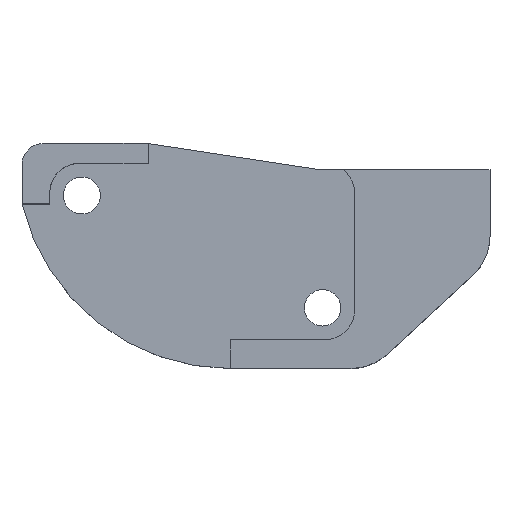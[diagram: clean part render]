
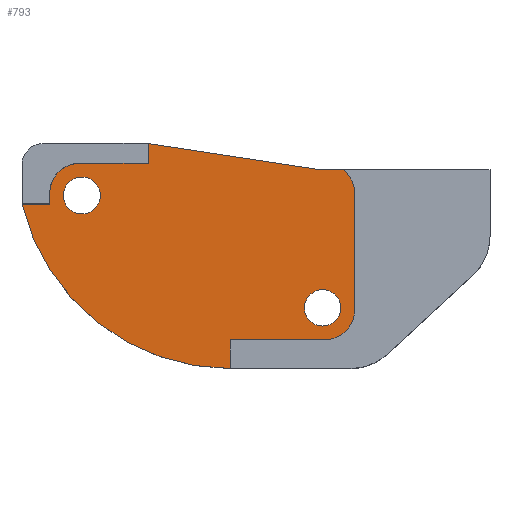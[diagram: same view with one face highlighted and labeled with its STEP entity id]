
A CAD part, top view. The second image highlights one B-rep face of the part: STEP entity #793.
In plain terms, the highlighted planar face has unit normal (0, 0, 1).
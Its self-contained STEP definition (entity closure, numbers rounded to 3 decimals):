
#24 = EDGE_CURVE ( 'NONE', #291, #1073, #405, .T. ) ;
#27 = DIRECTION ( 'NONE',  ( 0., 0., 1. ) ) ;
#37 = VERTEX_POINT ( 'NONE', #818 ) ;
#56 = CARTESIAN_POINT ( 'NONE',  ( 8.424, 5.258, 0. ) ) ;
#68 = DIRECTION ( 'NONE',  ( 1., 0., 0. ) ) ;
#88 = DIRECTION ( 'NONE',  ( 0., 0., -1. ) ) ;
#90 = VECTOR ( 'NONE', #245, 1000. ) ;
#92 = CIRCLE ( 'NONE', #279, 1.727 ) ;
#93 = VERTEX_POINT ( 'NONE', #783 ) ;
#94 = AXIS2_PLACEMENT_3D ( 'NONE', #266, #451, #114 ) ;
#109 = VERTEX_POINT ( 'NONE', #603 ) ;
#114 = DIRECTION ( 'NONE',  ( 1., 0., 0. ) ) ;
#116 = AXIS2_PLACEMENT_3D ( 'NONE', #1078, #993, #855 ) ;
#118 = VERTEX_POINT ( 'NONE', #949 ) ;
#119 = VERTEX_POINT ( 'NONE', #926 ) ;
#129 = CARTESIAN_POINT ( 'NONE',  ( -3.202, -7.442, 0. ) ) ;
#132 = AXIS2_PLACEMENT_3D ( 'NONE', #490, #496, #1049 ) ;
#135 = EDGE_CURVE ( 'NONE', #632, #230, #1002, .T. ) ;
#138 = DIRECTION ( 'NONE',  ( 0., -1., 0. ) ) ;
#152 = CARTESIAN_POINT ( 'NONE',  ( 21.064, 8.458, 0. ) ) ;
#156 = CARTESIAN_POINT ( 'NONE',  ( -3.202, -7.442, 0. ) ) ;
#159 = CARTESIAN_POINT ( 'NONE',  ( -10.875, 10.912, 0. ) ) ;
#169 = ORIENTED_EDGE ( 'NONE', *, *, #1051, .F. ) ;
#176 = DIRECTION ( 'NONE',  ( 1., 0., 0. ) ) ;
#189 = EDGE_CURVE ( 'NONE', #109, #728, #1080, .T. ) ;
#197 = PLANE ( 'NONE',  #581 ) ;
#211 = ORIENTED_EDGE ( 'NONE', *, *, #745, .F. ) ;
#214 = EDGE_CURVE ( 'NONE', #223, #1066, #897, .T. ) ;
#218 = EDGE_CURVE ( 'NONE', #564, #455, #858, .T. ) ;
#223 = VERTEX_POINT ( 'NONE', #159 ) ;
#230 = VERTEX_POINT ( 'NONE', #243 ) ;
#234 = CARTESIAN_POINT ( 'NONE',  ( -17.276, 9.058, 0. ) ) ;
#235 = VECTOR ( 'NONE', #780, 1000. ) ;
#239 = ORIENTED_EDGE ( 'NONE', *, *, #786, .F. ) ;
#240 = EDGE_CURVE ( 'NONE', #374, #118, #677, .T. ) ;
#243 = CARTESIAN_POINT ( 'NONE',  ( -15.349, 6.058, 0. ) ) ;
#245 = DIRECTION ( 'NONE',  ( 0., 1., 0. ) ) ;
#250 = CARTESIAN_POINT ( 'NONE',  ( 8.424, 6.258, 0. ) ) ;
#266 = CARTESIAN_POINT ( 'NONE',  ( -3.202, 9.898, 0. ) ) ;
#271 = CARTESIAN_POINT ( 'NONE',  ( -3.202, 9.898, 0. ) ) ;
#275 = DIRECTION ( 'NONE',  ( 0.989, -0.151, 0. ) ) ;
#277 = CARTESIAN_POINT ( 'NONE',  ( -10.875, 5.258, 0. ) ) ;
#279 = AXIS2_PLACEMENT_3D ( 'NONE', #510, #340, #934 ) ;
#291 = VERTEX_POINT ( 'NONE', #1032 ) ;
#293 = EDGE_CURVE ( 'NONE', #230, #632, #92, .T. ) ;
#295 = ORIENTED_EDGE ( 'NONE', *, *, #214, .F. ) ;
#303 = LINE ( 'NONE', #56, #770 ) ;
#326 = ORIENTED_EDGE ( 'NONE', *, *, #189, .F. ) ;
#340 = DIRECTION ( 'NONE',  ( 0., 0., 1. ) ) ;
#369 = ORIENTED_EDGE ( 'NONE', *, *, #646, .F. ) ;
#374 = VERTEX_POINT ( 'NONE', #234 ) ;
#377 = FACE_BOUND ( 'NONE', #1003, .T. ) ;
#405 = CIRCLE ( 'NONE', #1038, 2.8 ) ;
#406 = VECTOR ( 'NONE', #68, 1000. ) ;
#409 = LINE ( 'NONE', #1101, #475 ) ;
#416 = LINE ( 'NONE', #152, #406 ) ;
#436 = EDGE_CURVE ( 'NONE', #1047, #119, #784, .T. ) ;
#451 = DIRECTION ( 'NONE',  ( 0., 0., -1. ) ) ;
#452 = DIRECTION ( 'NONE',  ( 0., 0., 1. ) ) ;
#455 = VERTEX_POINT ( 'NONE', #1074 ) ;
#475 = VECTOR ( 'NONE', #1015, 1000. ) ;
#487 = EDGE_LOOP ( 'NONE', ( #568, #326 ) ) ;
#490 = CARTESIAN_POINT ( 'NONE',  ( 5.424, -4.442, 0. ) ) ;
#496 = DIRECTION ( 'NONE',  ( 0., 0., 1. ) ) ;
#500 = ORIENTED_EDGE ( 'NONE', *, *, #240, .F. ) ;
#510 = CARTESIAN_POINT ( 'NONE',  ( -17.076, 6.058, 0. ) ) ;
#512 = DIRECTION ( 'NONE',  ( 0., 0., 1. ) ) ;
#560 = ORIENTED_EDGE ( 'NONE', *, *, #635, .F. ) ;
#564 = VERTEX_POINT ( 'NONE', #129 ) ;
#568 = ORIENTED_EDGE ( 'NONE', *, *, #1100, .F. ) ;
#576 = EDGE_CURVE ( 'NONE', #1073, #913, #303, .T. ) ;
#581 = AXIS2_PLACEMENT_3D ( 'NONE', #271, #27, #176 ) ;
#588 = FACE_OUTER_BOUND ( 'NONE', #951, .T. ) ;
#592 = CARTESIAN_POINT ( 'NONE',  ( 3.724, -4.442, 0. ) ) ;
#603 = CARTESIAN_POINT ( 'NONE',  ( 7.124, -4.442, 0. ) ) ;
#604 = CARTESIAN_POINT ( 'NONE',  ( -17.276, 6.258, 0. ) ) ;
#619 = CARTESIAN_POINT ( 'NONE',  ( 5.224, 8.458, 0. ) ) ;
#622 = AXIS2_PLACEMENT_3D ( 'NONE', #628, #452, #869 ) ;
#628 = CARTESIAN_POINT ( 'NONE',  ( 5.424, -4.442, 0. ) ) ;
#632 = VERTEX_POINT ( 'NONE', #730 ) ;
#635 = EDGE_CURVE ( 'NONE', #913, #455, #1093, .T. ) ;
#639 = VECTOR ( 'NONE', #1098, 1000. ) ;
#646 = EDGE_CURVE ( 'NONE', #1066, #291, #416, .T. ) ;
#657 = ORIENTED_EDGE ( 'NONE', *, *, #293, .F. ) ;
#666 = CARTESIAN_POINT ( 'NONE',  ( -17.076, 6.058, 0. ) ) ;
#674 = CIRCLE ( 'NONE', #1060, 2.8 ) ;
#677 = LINE ( 'NONE', #769, #842 ) ;
#678 = LINE ( 'NONE', #1007, #1107 ) ;
#695 = ORIENTED_EDGE ( 'NONE', *, *, #135, .F. ) ;
#718 = CIRCLE ( 'NONE', #622, 1.7 ) ;
#724 = ORIENTED_EDGE ( 'NONE', *, *, #908, .F. ) ;
#728 = VERTEX_POINT ( 'NONE', #592 ) ;
#730 = CARTESIAN_POINT ( 'NONE',  ( -18.803, 6.058, 0. ) ) ;
#745 = EDGE_CURVE ( 'NONE', #564, #1047, #409, .T. ) ;
#769 = CARTESIAN_POINT ( 'NONE',  ( 5.624, 9.058, 0. ) ) ;
#770 = VECTOR ( 'NONE', #138, 1000. ) ;
#780 = DIRECTION ( 'NONE',  ( 1., 0., 0. ) ) ;
#783 = CARTESIAN_POINT ( 'NONE',  ( -20.076, 6.258, 0. ) ) ;
#784 = CIRCLE ( 'NONE', #94, 20.009 ) ;
#786 = EDGE_CURVE ( 'NONE', #118, #223, #932, .T. ) ;
#793 = ADVANCED_FACE ( 'NONE', ( #588, #377, #1072 ), #197, .T. ) ;
#812 = CARTESIAN_POINT ( 'NONE',  ( 5.624, 6.258, 0. ) ) ;
#818 = CARTESIAN_POINT ( 'NONE',  ( -20.076, 5.258, 0. ) ) ;
#834 = ORIENTED_EDGE ( 'NONE', *, *, #24, .F. ) ;
#837 = DIRECTION ( 'NONE',  ( 1., 0., 0. ) ) ;
#842 = VECTOR ( 'NONE', #954, 1000. ) ;
#855 = DIRECTION ( 'NONE',  ( 1., 0., 0. ) ) ;
#858 = LINE ( 'NONE', #156, #639 ) ;
#869 = DIRECTION ( 'NONE',  ( 1., 0., 0. ) ) ;
#890 = ORIENTED_EDGE ( 'NONE', *, *, #218, .T. ) ;
#897 = LINE ( 'NONE', #619, #912 ) ;
#901 = DIRECTION ( 'NONE',  ( 0., 0., -1. ) ) ;
#908 = EDGE_CURVE ( 'NONE', #119, #37, #1058, .T. ) ;
#912 = VECTOR ( 'NONE', #275, 1000. ) ;
#913 = VERTEX_POINT ( 'NONE', #981 ) ;
#917 = ORIENTED_EDGE ( 'NONE', *, *, #436, .F. ) ;
#919 = ORIENTED_EDGE ( 'NONE', *, *, #942, .F. ) ;
#926 = CARTESIAN_POINT ( 'NONE',  ( -22.666, 5.258, 0. ) ) ;
#932 = LINE ( 'NONE', #1026, #90 ) ;
#934 = DIRECTION ( 'NONE',  ( 1., 0., 0. ) ) ;
#942 = EDGE_CURVE ( 'NONE', #93, #374, #674, .T. ) ;
#949 = CARTESIAN_POINT ( 'NONE',  ( -10.875, 9.058, 0. ) ) ;
#951 = EDGE_LOOP ( 'NONE', ( #211, #890, #560, #995, #834, #369, #295, #239, #500, #919, #169, #724, #917 ) ) ;
#954 = DIRECTION ( 'NONE',  ( 1., 0., 0. ) ) ;
#956 = DIRECTION ( 'NONE',  ( 1., 0., 0. ) ) ;
#970 = CARTESIAN_POINT ( 'NONE',  ( 5.224, 8.458, 0. ) ) ;
#981 = CARTESIAN_POINT ( 'NONE',  ( 8.424, -4.642, 0. ) ) ;
#993 = DIRECTION ( 'NONE',  ( 0., 0., -1. ) ) ;
#995 = ORIENTED_EDGE ( 'NONE', *, *, #576, .F. ) ;
#1002 = CIRCLE ( 'NONE', #1020, 1.727 ) ;
#1003 = EDGE_LOOP ( 'NONE', ( #695, #657 ) ) ;
#1007 = CARTESIAN_POINT ( 'NONE',  ( -20.076, -7.442, 0. ) ) ;
#1015 = DIRECTION ( 'NONE',  ( 0., -1., 0. ) ) ;
#1020 = AXIS2_PLACEMENT_3D ( 'NONE', #666, #512, #956 ) ;
#1026 = CARTESIAN_POINT ( 'NONE',  ( -10.875, 10.912, 0. ) ) ;
#1029 = DIRECTION ( 'NONE',  ( 0., 1., 0. ) ) ;
#1032 = CARTESIAN_POINT ( 'NONE',  ( 7.356, 8.458, 0. ) ) ;
#1034 = DIRECTION ( 'NONE',  ( 1., 0., 0. ) ) ;
#1038 = AXIS2_PLACEMENT_3D ( 'NONE', #812, #901, #837 ) ;
#1047 = VERTEX_POINT ( 'NONE', #1112 ) ;
#1049 = DIRECTION ( 'NONE',  ( 1., 0., 0. ) ) ;
#1051 = EDGE_CURVE ( 'NONE', #37, #93, #678, .T. ) ;
#1058 = LINE ( 'NONE', #277, #235 ) ;
#1060 = AXIS2_PLACEMENT_3D ( 'NONE', #604, #88, #1034 ) ;
#1066 = VERTEX_POINT ( 'NONE', #970 ) ;
#1072 = FACE_BOUND ( 'NONE', #487, .T. ) ;
#1073 = VERTEX_POINT ( 'NONE', #250 ) ;
#1074 = CARTESIAN_POINT ( 'NONE',  ( 5.624, -7.442, 0. ) ) ;
#1078 = CARTESIAN_POINT ( 'NONE',  ( 5.624, -4.642, 0. ) ) ;
#1080 = CIRCLE ( 'NONE', #132, 1.7 ) ;
#1093 = CIRCLE ( 'NONE', #116, 2.8 ) ;
#1098 = DIRECTION ( 'NONE',  ( 1., 0., 0. ) ) ;
#1100 = EDGE_CURVE ( 'NONE', #728, #109, #718, .T. ) ;
#1101 = CARTESIAN_POINT ( 'NONE',  ( -3.202, -10.111, 0. ) ) ;
#1107 = VECTOR ( 'NONE', #1029, 1000. ) ;
#1112 = CARTESIAN_POINT ( 'NONE',  ( -3.202, -10.111, 0. ) ) ;
